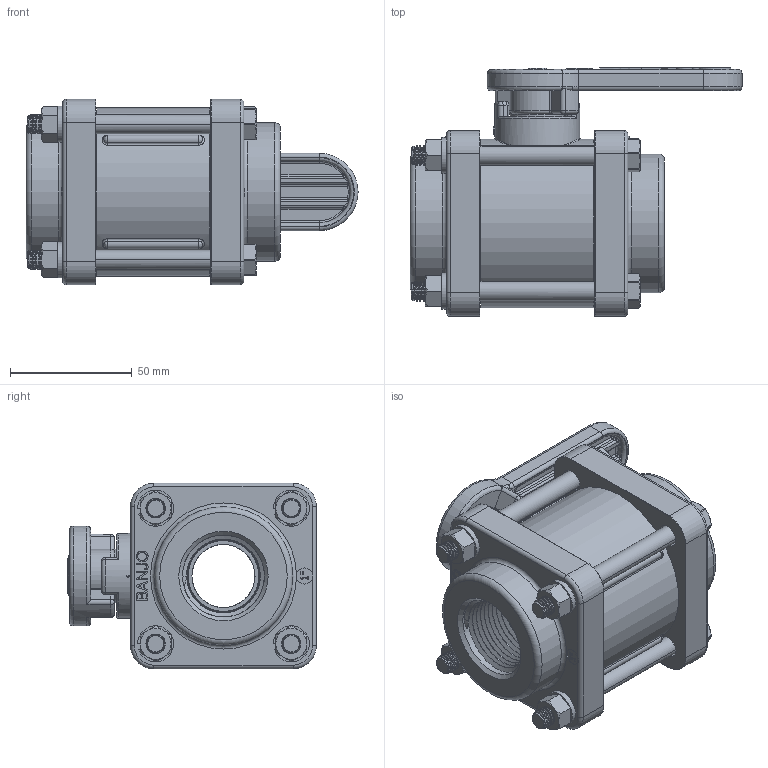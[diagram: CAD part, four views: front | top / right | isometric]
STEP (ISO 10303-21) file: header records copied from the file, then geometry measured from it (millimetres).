
FILE_DESCRIPTION(/* description */ ('1" FP FNPT, PTFE SEALS'),/* implementation_level */ '2;1');
FILE_NAME(/* name */ 'V100FPT.stp',/* time_stamp */ '2023-09-05T15:26:20-04:00',/* author */ ('DCT'),/* organization */ (''),/* preprocessor_version */ 'ST-DEVELOPER v18.1',/* originating_system */ 'Autodesk Inventor 2022',/* authorisation */ '');
FILE_SCHEMA (('AUTOMOTIVE_DESIGN { 1 0 10303 214 3 1 1 }'));
Length unit declared in the file: inch
Products named in the file (20): V100FPT; V10117; V10254; V10254_1; V10118; V10119; V10159; V10151; V10163T; V10153A; V10155; V10155M; VX10155; V10264T; V10258A; V10257; V10257X; V10060; V07020; SW10
Assembly tree (32 placements, depth 4):
  V100FPT
    V10117  x4
    V10254
      V10254_1
    V10118  x4
    V10119  x4
    V10060  x2
    V10159
    V10151
    V10163T
    V10153A
    V10155
      V10155M
        VX10155
    V10264T  x2
    V10258A  x2
    V10257  x2
      V10257X
    V07020
    SW10
Bounding box: 136.27 x 102.03 x 76.2 mm (x, y, z)
Volume: 361752.4 mm3; surface area: 127275.3 mm2
Topology: 28 solids, 28 shells, 2072 faces, 4862 edges, 2937 vertices
Faces by surface type: plane 717, cylinder 623, cone 447, bspline 138, torus 118, sphere 29
Full cylindrical faces by diameter (mm): 2.261 x1, 2.972 x1, 3.556 x4, 3.683 x1, 4.702 x3, 4.826 x1, 5.08 x1, 5.159 x1, 6.604 x2, 9.271 x8, 11.112 x1, 14.275 x2, 14.351 x1, 14.529 x1, 14.605 x1, 18.72 x1, 19.05 x4, 22.098 x1, 22.225 x1, 22.733 x1, 23.876 x1, 25.857 x1, 25.908 x4, 27.813 x2, 29.083 x2, 32.893 x2, 34.925 x1, 38.1 x2, 38.354 x2, 45.212 x2
Entity records: 44180 total; most frequent: CARTESIAN_POINT 15679, ORIENTED_EDGE 5834, DIRECTION 5572, EDGE_CURVE 2917, AXIS2_PLACEMENT_3D 1927, VERTEX_POINT 1827, LINE 1718, VECTOR 1718
